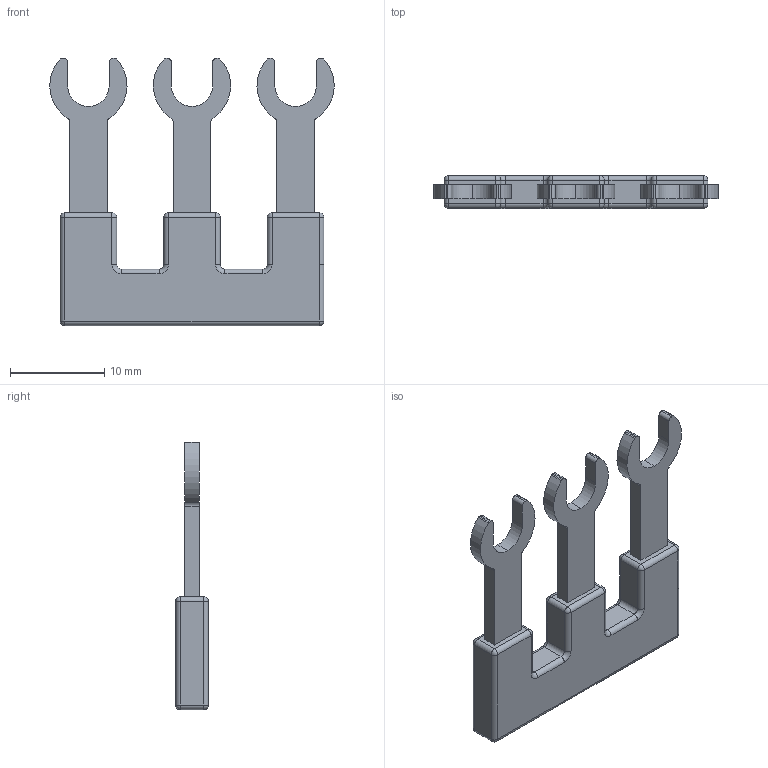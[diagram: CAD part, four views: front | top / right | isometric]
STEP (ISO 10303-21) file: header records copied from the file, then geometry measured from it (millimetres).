
FILE_DESCRIPTION(('CATIA V5 STEP Exchange','CAx-IF Rec.Pracs.--- Model Styling and Organization---1.4--- 2014-01-23'),'2;1');
FILE_NAME ('D1463477_0', '2020-07-28T06:33:33+00:00', ('none'), ('Weidmueller'), 'CATIA Version 5-6 Release 2016 SP3 HF44', 'CATIA V5 STEP AP214', 'none');
FILE_SCHEMA(('AUTOMOTIVE_DESIGN { 1 0 10303 214 1 1 1 1 }'));
Length unit declared in the file: millimetre
Products named in the file (1): 2615230000
Bounding box: 30.2 x 3.5 x 28.4 mm (x, y, z)
Volume: 1250.8 mm3; surface area: 1494.9 mm2
Topology: 4 solids, 4 shells, 133 faces, 333 edges, 192 vertices
Faces by surface type: cylinder 68, plane 41, sphere 16, torus 8
Entity records: 3692 total; most frequent: CARTESIAN_POINT 639, ORIENTED_EDGE 634, DIRECTION 575, EDGE_CURVE 317, AXIS2_PLACEMENT_3D 272, VERTEX_POINT 192, VECTOR 175, LINE 175
